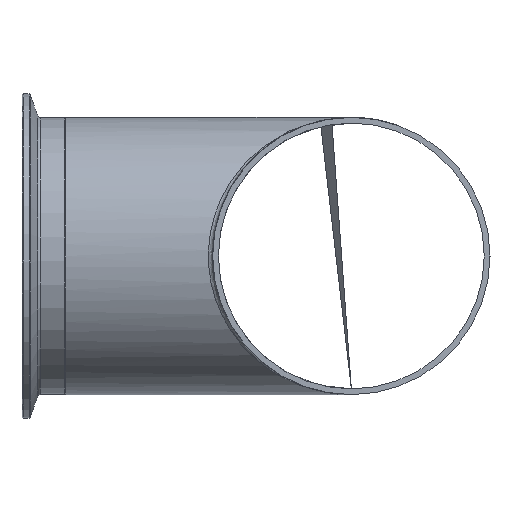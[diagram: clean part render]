
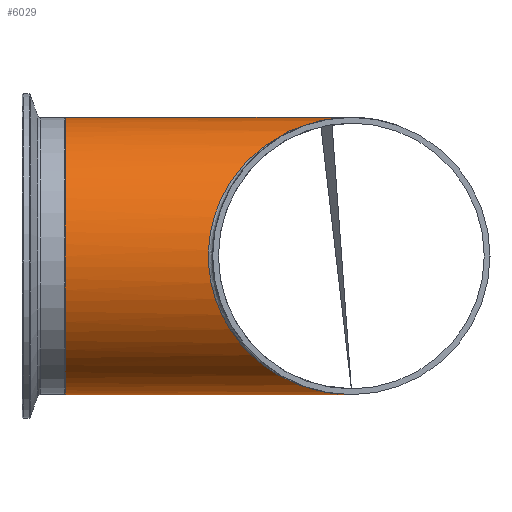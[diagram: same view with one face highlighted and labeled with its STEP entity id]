
A CAD part, left-side view. The second image highlights one B-rep face of the part: STEP entity #6029.
In plain terms, the highlighted cylindrical face has radius 50.8 mm (diameter 101.6 mm), a full revolution.
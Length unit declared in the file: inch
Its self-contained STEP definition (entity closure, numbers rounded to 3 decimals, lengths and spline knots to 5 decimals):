
#89=ELLIPSE('',#6400,2.87296,2.);
#90=ELLIPSE('',#6401,2.87296,2.);
#271=FACE_BOUND('',#1403,.T.);
#1030=FACE_OUTER_BOUND('',#1402,.T.);
#1402=EDGE_LOOP('',(#5569,#5570));
#1403=EDGE_LOOP('',(#5571));
#2376=CIRCLE('',#6399,2.);
#2961=VERTEX_POINT('',#12806);
#2962=VERTEX_POINT('',#12807);
#2966=VERTEX_POINT('',#12824);
#3840=EDGE_CURVE('',#2966,#2966,#2376,.T.);
#3841=EDGE_CURVE('',#2962,#2961,#89,.T.);
#3842=EDGE_CURVE('',#2961,#2962,#90,.T.);
#5569=ORIENTED_EDGE('',*,*,#3842,.F.);
#5570=ORIENTED_EDGE('',*,*,#3841,.F.);
#5571=ORIENTED_EDGE('',*,*,#3840,.T.);
#5649=CYLINDRICAL_SURFACE('',#6409,2.);
#6029=ADVANCED_FACE('',(#1030,#271),#5649,.T.);
#6399=AXIS2_PLACEMENT_3D('',#12825,#7554,#7555);
#6400=AXIS2_PLACEMENT_3D('',#12876,#7556,#7557);
#6401=AXIS2_PLACEMENT_3D('',#12927,#7558,#7559);
#6409=AXIS2_PLACEMENT_3D('',#12940,#7574,#7575);
#7554=DIRECTION('center_axis',(0.,-1.,0.));
#7555=DIRECTION('ref_axis',(1.,0.,0.));
#7556=DIRECTION('center_axis',(-0.718,-0.696,0.));
#7557=DIRECTION('ref_axis',(-0.696,0.718,0.));
#7558=DIRECTION('center_axis',(0.718,-0.696,0.));
#7559=DIRECTION('ref_axis',(0.696,0.718,0.));
#7574=DIRECTION('center_axis',(0.,-1.,0.));
#7575=DIRECTION('ref_axis',(1.,0.,0.));
#12806=CARTESIAN_POINT('',(0.,0.,
-2.));
#12807=CARTESIAN_POINT('',(0.,0.,
2.));
#12824=CARTESIAN_POINT('',(-2.,4.125,0.));
#12825=CARTESIAN_POINT('Origin',(0.,4.125,0.));
#12876=CARTESIAN_POINT('Origin',(0.,0.,
0.));
#12927=CARTESIAN_POINT('Origin',(0.,0.,
0.));
#12940=CARTESIAN_POINT('Origin',(0.,4.125,0.));
